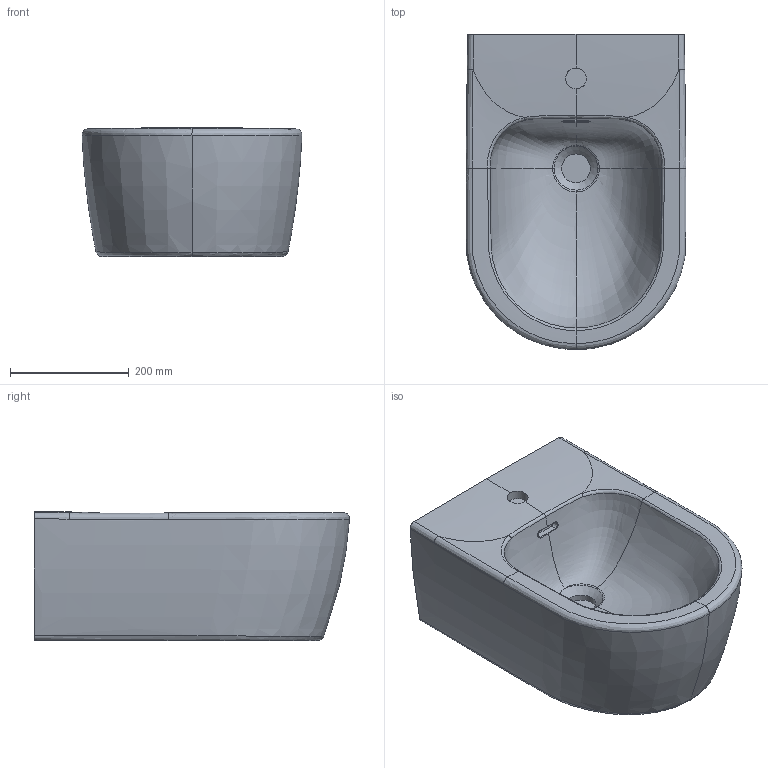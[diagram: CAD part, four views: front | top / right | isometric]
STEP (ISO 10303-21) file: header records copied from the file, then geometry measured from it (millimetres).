
FILE_DESCRIPTION(/* description */ (''),/* implementation_level */ '2;1');
FILE_NAME(/* name */ '448200.stp',/* time_stamp */ '2025-01-31T07:24:48+01:00',/* author */ (''),/* organization */ (''),/* preprocessor_version */ 'ST-DEVELOPER v18.1',/* originating_system */ 'SIEMENS PLM Software NX 1973',/* authorisation */ '');
FILE_SCHEMA (('AUTOMOTIVE_DESIGN { 1 0 10303 214 3 1 1 1 }'));
Length unit declared in the file: millimetre
Products named in the file (1): Muel4A50CF3Bxus8
Bounding box: 369.95 x 530 x 217 mm (x, y, z)
Volume: 28181137.4 mm3; surface area: 720751.9 mm2
Topology: 1 solids, 1 shells, 51 faces, 1605 edges, 3045 vertices
Faces by surface type: bspline 41, plane 5, extrusion 2, cylinder 2, cone 1
Full cylindrical faces by diameter (mm): 35 x1, 48.415 x1
Entity records: 32351 total; most frequent: CARTESIAN_POINT 24085, B_SPLINE_CURVE_WITH_KNOTS 1571, STYLED_ITEM 1490, PRESENTATION_STYLE_ASSIGNMENT 1490, CURVE_STYLE 1489, DRAUGHTING_PRE_DEFINED_CURVE_FONT 1489, ORIENTED_EDGE 222, EDGE_CURVE 111
